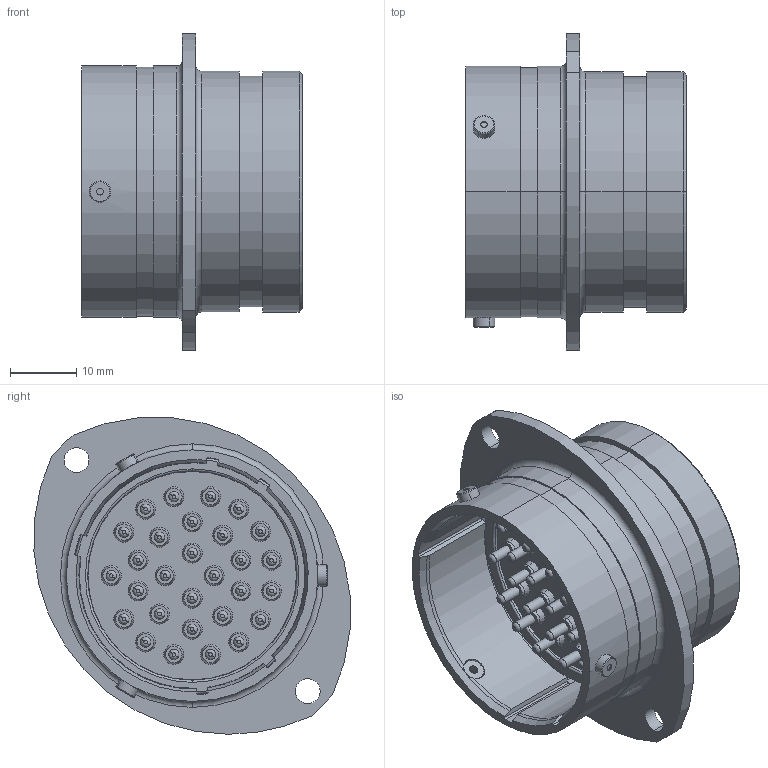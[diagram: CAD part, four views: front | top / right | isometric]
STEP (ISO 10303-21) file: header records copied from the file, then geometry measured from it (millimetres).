
FILE_DESCRIPTION (( 'STEP AP214' ), '1' );
FILE_NAME ('AS024-29PD.STEP', '2019-10-15T11:00:51', ( 'TE Connectivity' ), ( 'TE Connectivity' ), 'SwSTEP 2.0', 'SolidWorks 2016', '' );
FILE_SCHEMA (( 'AUTOMOTIVE_DESIGN' ));
Length unit declared in the file: millimetre
Products named in the file (1): AS024-29PD
Bounding box: 33.31 x 47.72 x 47.79 mm (x, y, z)
Volume: 21429.8 mm3; surface area: 24055.5 mm2
Topology: 41 solids, 41 shells, 1455 faces, 3087 edges, 1785 vertices
Faces by surface type: cylinder 583, cone 368, torus 314, plane 178, sphere 12
Entity records: 56185 total; most frequent: DIRECTION 8010, CARTESIAN_POINT 6646, ORIENTED_EDGE 6162, AXIS2_PLACEMENT_3D 3511, EDGE_CURVE 3081, CIRCLE 2055, VERTEX_POINT 1785, EDGE_LOOP 1724
